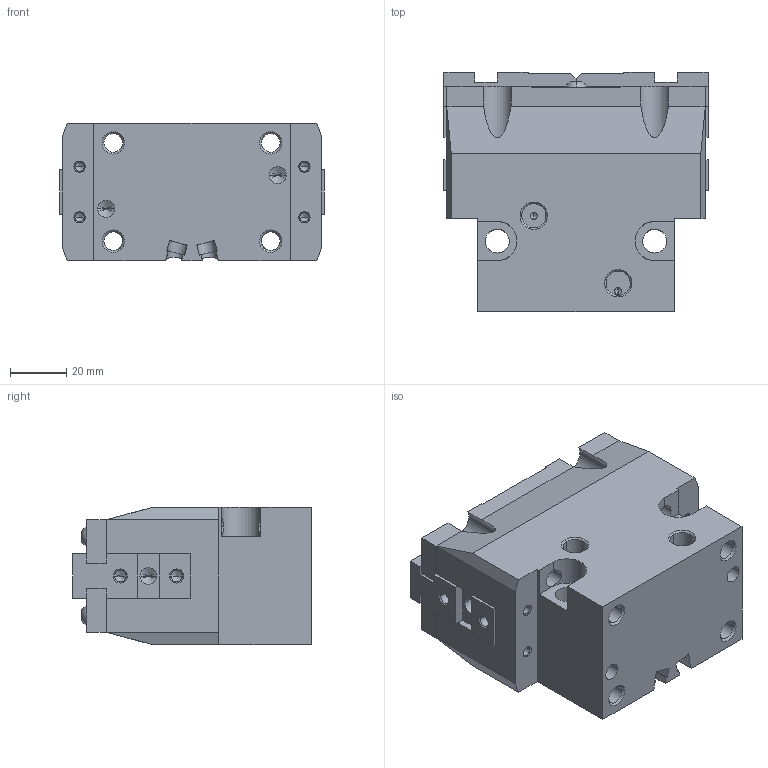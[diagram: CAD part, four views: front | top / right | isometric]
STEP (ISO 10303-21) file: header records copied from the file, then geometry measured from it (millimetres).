
FILE_DESCRIPTION( ( '' ), '1' );
FILE_NAME( 'ope95_oe774pee_0_2_14a.stp', '2010-10-25T13:00:05', ( '' ), ( '' ), ' ', ' ', ' ' );
FILE_SCHEMA( ( 'automotive_design' ) );
Length unit declared in the file: millimetre
Products named in the file (3): 1; 2; 3
Bounding box: 94 x 85 x 49 mm (x, y, z)
Volume: 285655.7 mm3; surface area: 64534.6 mm2
Topology: 3 solids, 3 shells, 314 faces, 840 edges, 512 vertices
Faces by surface type: plane 152, cylinder 82, cone 76, torus 4
Entity records: 19218 total; most frequent: CARTESIAN_POINT 2293, STYLED_ITEM 1629, PRESENTATION_STYLE_ASSIGNMENT 1629, COLOUR_RGB 1629, DIRECTION 1622, ORIENTED_EDGE 1600, EDGE_CURVE 800, CURVE_STYLE 800
